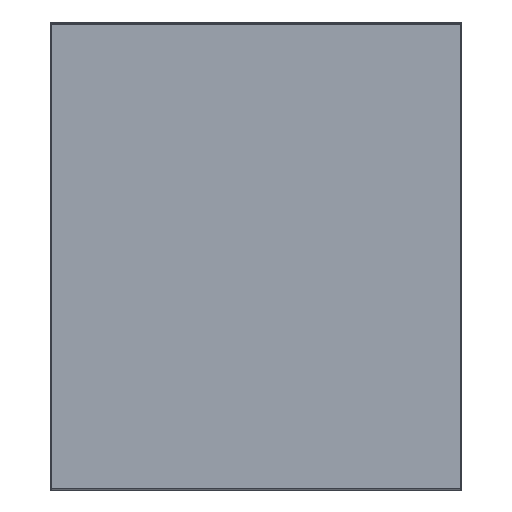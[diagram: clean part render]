
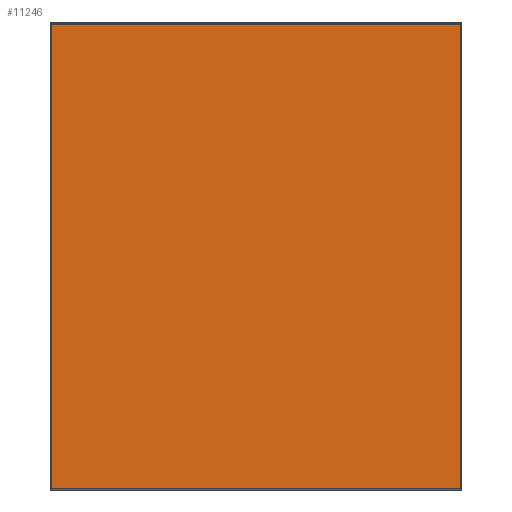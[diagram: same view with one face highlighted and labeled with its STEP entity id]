
A CAD part, left-side view. The second image highlights one B-rep face of the part: STEP entity #11246.
In plain terms, the highlighted planar face has unit normal (-1, 0, 0).
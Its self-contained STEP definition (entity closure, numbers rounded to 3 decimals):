
#47 = CARTESIAN_POINT ( 'NONE',  ( -397.5, 1., 224.086 ) ) ;
#345 = PLANE ( 'NONE',  #15922 ) ;
#510 = ORIENTED_EDGE ( 'NONE', *, *, #12275, .T. ) ;
#624 = VECTOR ( 'NONE', #10879, 1000. ) ;
#1387 = ORIENTED_EDGE ( 'NONE', *, *, #3119, .T. ) ;
#2075 = CARTESIAN_POINT ( 'NONE',  ( -397.5, 1., -227.5 ) ) ;
#3119 = EDGE_CURVE ( 'NONE', #6379, #15056, #14389, .T. ) ;
#3668 = CARTESIAN_POINT ( 'NONE',  ( -397.5, 399., 224.086 ) ) ;
#3987 = CARTESIAN_POINT ( 'NONE',  ( -397.5, 400., -228.5 ) ) ;
#4098 = EDGE_CURVE ( 'NONE', #8217, #6379, #6045, .T. ) ;
#4375 = ORIENTED_EDGE ( 'NONE', *, *, #5899, .T. ) ;
#5585 = CARTESIAN_POINT ( 'NONE',  ( -397.5, 400., 224.086 ) ) ;
#5899 = EDGE_CURVE ( 'NONE', #15056, #10274, #14079, .T. ) ;
#6045 = LINE ( 'NONE', #14680, #624 ) ;
#6379 = VERTEX_POINT ( 'NONE', #47 ) ;
#6555 = DIRECTION ( 'NONE',  ( 0., -1., 0. ) ) ;
#6719 = CARTESIAN_POINT ( 'NONE',  ( -397.5, 400., -227.5 ) ) ;
#6771 = VECTOR ( 'NONE', #6817, 1000. ) ;
#6810 = DIRECTION ( 'NONE',  ( 0., 1., 0. ) ) ;
#6817 = DIRECTION ( 'NONE',  ( 0., 0., -1. ) ) ;
#8217 = VERTEX_POINT ( 'NONE', #2075 ) ;
#9186 = VECTOR ( 'NONE', #6810, 1000. ) ;
#9549 = CARTESIAN_POINT ( 'NONE',  ( -397.5, 399., -227.5 ) ) ;
#10274 = VERTEX_POINT ( 'NONE', #9549 ) ;
#10597 = ORIENTED_EDGE ( 'NONE', *, *, #4098, .T. ) ;
#10879 = DIRECTION ( 'NONE',  ( 0., 0., 1. ) ) ;
#11246 = ADVANCED_FACE ( 'NONE', ( #14979 ), #345, .T. ) ;
#12275 = EDGE_CURVE ( 'NONE', #10274, #8217, #12853, .T. ) ;
#12359 = VECTOR ( 'NONE', #6555, 1000. ) ;
#12673 = EDGE_LOOP ( 'NONE', ( #4375, #510, #10597, #1387 ) ) ;
#12853 = LINE ( 'NONE', #6719, #12359 ) ;
#12870 = CARTESIAN_POINT ( 'NONE',  ( -397.5, 399., -228.5 ) ) ;
#13842 = DIRECTION ( 'NONE',  ( -1., 0., 0. ) ) ;
#14005 = DIRECTION ( 'NONE',  ( 0., 0., 1. ) ) ;
#14079 = LINE ( 'NONE', #12870, #6771 ) ;
#14389 = LINE ( 'NONE', #5585, #9186 ) ;
#14680 = CARTESIAN_POINT ( 'NONE',  ( -397.5, 1., -228.5 ) ) ;
#14979 = FACE_OUTER_BOUND ( 'NONE', #12673, .T. ) ;
#15056 = VERTEX_POINT ( 'NONE', #3668 ) ;
#15922 = AXIS2_PLACEMENT_3D ( 'NONE', #3987, #13842, #14005 ) ;
